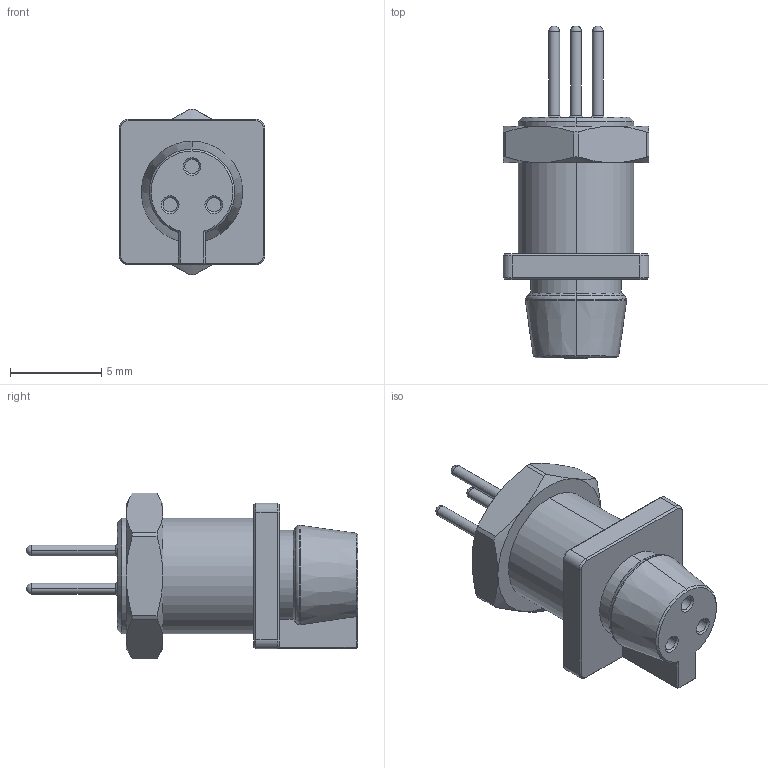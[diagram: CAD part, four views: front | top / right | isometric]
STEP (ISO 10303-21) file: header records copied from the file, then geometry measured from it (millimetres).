
FILE_DESCRIPTION((''),'2;1');
FILE_NAME('09-9750-20-03.stp','2005-07-06T11:33:37',('Kramp'),(''),'Autodesk Inventor 7','Autodesk Inventor 7','');
FILE_SCHEMA(('AUTOMOTIVE_DESIGN { 1 0 10303 214 1 1 1 1 }'));
Length unit declared in the file: millimetre
Products named in the file (1): 09-9750-20-03
Bounding box: 8 x 18.2 x 9.1 mm (x, y, z)
Volume: 465.5 mm3; surface area: 519.3 mm2
Topology: 1 solids, 1 shells, 124 faces, 282 edges, 167 vertices
Faces by surface type: cone 42, plane 41, cylinder 34, torus 4, sphere 3
Entity records: 3363 total; most frequent: CARTESIAN_POINT 636, DIRECTION 604, ORIENTED_EDGE 540, EDGE_CURVE 270, AXIS2_PLACEMENT_3D 243, VERTEX_POINT 161, EDGE_LOOP 137, FACE_OUTER_BOUND 124
